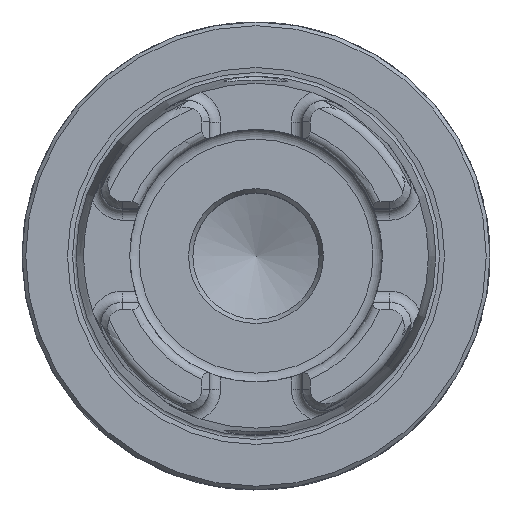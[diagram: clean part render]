
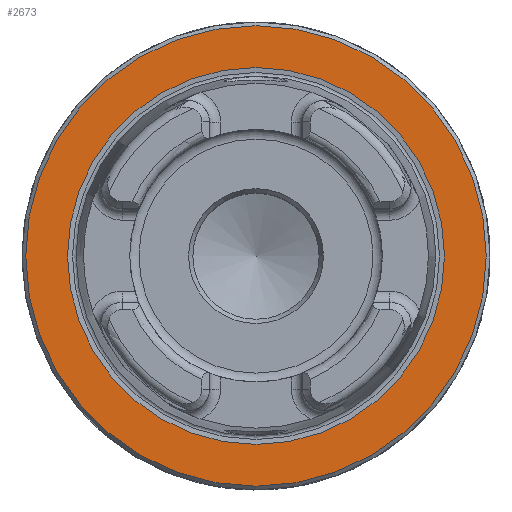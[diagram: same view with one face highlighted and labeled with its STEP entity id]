
A CAD part, top view. The second image highlights one B-rep face of the part: STEP entity #2673.
In plain terms, the highlighted planar face has unit normal (0, 0, 1).
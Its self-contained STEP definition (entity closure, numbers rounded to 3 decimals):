
#496=PLANE('',#2862);
#564=ORIENTED_EDGE('',*,*,#1380,.T.);
#565=ORIENTED_EDGE('',*,*,#1378,.F.);
#1378=EDGE_CURVE('',#1786,#1786,#2065,.T.);
#1380=EDGE_CURVE('',#1788,#1788,#2067,.T.);
#1786=VERTEX_POINT('',#3939);
#1788=VERTEX_POINT('',#3944);
#2065=CIRCLE('',#2860,25.373);
#2067=CIRCLE('',#2863,31.);
#2208=EDGE_LOOP('',(#564));
#2209=EDGE_LOOP('',(#565));
#2423=FACE_BOUND('',#2208,.T.);
#2424=FACE_BOUND('',#2209,.T.);
#2673=ADVANCED_FACE('',(#2423,#2424),#496,.T.);
#2860=AXIS2_PLACEMENT_3D('',#3938,#3179,#3180);
#2862=AXIS2_PLACEMENT_3D('',#3942,#3183,#3184);
#2863=AXIS2_PLACEMENT_3D('',#3943,#3185,#3186);
#3179=DIRECTION('',(0.,0.,1.));
#3180=DIRECTION('',(1.,0.,0.));
#3183=DIRECTION('',(0.,0.,1.));
#3184=DIRECTION('',(1.,0.,0.));
#3185=DIRECTION('',(0.,0.,1.));
#3186=DIRECTION('',(1.,0.,0.));
#3938=CARTESIAN_POINT('',(0.,0.,0.));
#3939=CARTESIAN_POINT('',(25.373,0.,0.));
#3942=CARTESIAN_POINT('',(31.,0.,0.));
#3943=CARTESIAN_POINT('',(0.,0.,0.));
#3944=CARTESIAN_POINT('',(31.,0.,0.));
